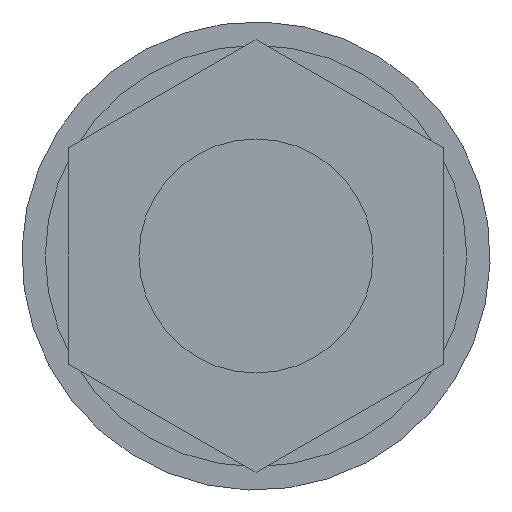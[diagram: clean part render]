
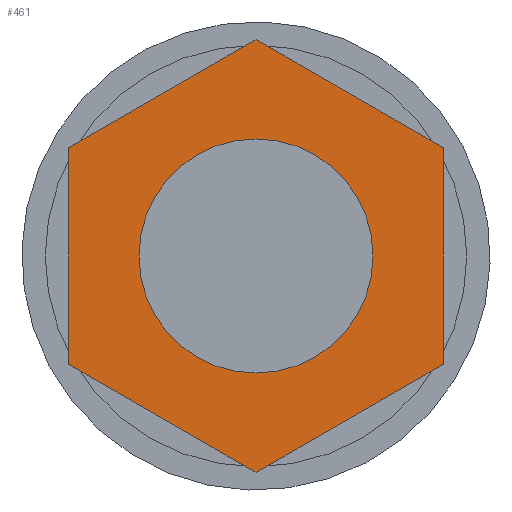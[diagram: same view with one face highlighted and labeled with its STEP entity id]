
A CAD part, front view. The second image highlights one B-rep face of the part: STEP entity #461.
In plain terms, the highlighted face is planar.
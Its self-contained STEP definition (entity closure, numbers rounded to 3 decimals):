
#18 = CARTESIAN_POINT ( 'NONE',  ( 4.25, 0., 0. ) ) ;
#69 = EDGE_CURVE ( 'NONE', #896, #650, #829, .T. ) ;
#92 = EDGE_CURVE ( 'NONE', #1158, #744, #609, .T. ) ;
#121 = VECTOR ( 'NONE', #1097, 1000. ) ;
#133 = FACE_BOUND ( 'NONE', #187, .T. ) ;
#145 = ORIENTED_EDGE ( 'NONE', *, *, #529, .T. ) ;
#168 = FACE_OUTER_BOUND ( 'NONE', #169, .T. ) ;
#169 = EDGE_LOOP ( 'NONE', ( #449, #291, #704, #145, #228, #242 ) ) ;
#177 = CARTESIAN_POINT ( 'NONE',  ( -8., 4.619, 0. ) ) ;
#187 = EDGE_LOOP ( 'NONE', ( #1116, #818 ) ) ;
#190 = CARTESIAN_POINT ( 'NONE',  ( 0., -9.238, 0. ) ) ;
#216 = AXIS2_PLACEMENT_3D ( 'NONE', #903, #385, #998 ) ;
#219 = VERTEX_POINT ( 'NONE', #668 ) ;
#228 = ORIENTED_EDGE ( 'NONE', *, *, #1107, .F. ) ;
#242 = ORIENTED_EDGE ( 'NONE', *, *, #297, .T. ) ;
#247 = CARTESIAN_POINT ( 'NONE',  ( -16., 0., 0. ) ) ;
#265 = VERTEX_POINT ( 'NONE', #1041 ) ;
#275 = CARTESIAN_POINT ( 'NONE',  ( -8., 4.619, 0. ) ) ;
#291 = ORIENTED_EDGE ( 'NONE', *, *, #293, .T. ) ;
#293 = EDGE_CURVE ( 'NONE', #301, #1158, #519, .T. ) ;
#294 = DIRECTION ( 'NONE',  ( 0.866, 0.5, 0. ) ) ;
#297 = EDGE_CURVE ( 'NONE', #219, #959, #977, .T. ) ;
#301 = VERTEX_POINT ( 'NONE', #177 ) ;
#302 = CARTESIAN_POINT ( 'NONE',  ( -8., -4.619, 0. ) ) ;
#315 = VECTOR ( 'NONE', #799, 1000. ) ;
#323 = AXIS2_PLACEMENT_3D ( 'NONE', #247, #1046, #515 ) ;
#385 = DIRECTION ( 'NONE',  ( 0., 0., 1. ) ) ;
#392 = CARTESIAN_POINT ( 'NONE',  ( 0., 0., 0. ) ) ;
#436 = CARTESIAN_POINT ( 'NONE',  ( 0., 9.238, 0. ) ) ;
#449 = ORIENTED_EDGE ( 'NONE', *, *, #627, .T. ) ;
#461 = ADVANCED_FACE ( 'NONE', ( #133, #168 ), #946, .T. ) ;
#480 = DIRECTION ( 'NONE',  ( 1., 0., 0. ) ) ;
#483 = VECTOR ( 'NONE', #1156, 1000. ) ;
#515 = DIRECTION ( 'NONE',  ( 1., 0., 0. ) ) ;
#519 = LINE ( 'NONE', #275, #315 ) ;
#529 = EDGE_CURVE ( 'NONE', #744, #265, #792, .T. ) ;
#535 = VECTOR ( 'NONE', #294, 1000. ) ;
#540 = VECTOR ( 'NONE', #1079, 1000. ) ;
#547 = CARTESIAN_POINT ( 'NONE',  ( 8., 4.619, 0. ) ) ;
#572 = DIRECTION ( 'NONE',  ( -0.866, -0.5, 0. ) ) ;
#609 = LINE ( 'NONE', #302, #121 ) ;
#627 = EDGE_CURVE ( 'NONE', #959, #301, #1133, .T. ) ;
#635 = EDGE_CURVE ( 'NONE', #650, #896, #908, .T. ) ;
#650 = VERTEX_POINT ( 'NONE', #18 ) ;
#668 = CARTESIAN_POINT ( 'NONE',  ( 8., 4.619, 0. ) ) ;
#685 = CARTESIAN_POINT ( 'NONE',  ( 0., -9.238, 0. ) ) ;
#704 = ORIENTED_EDGE ( 'NONE', *, *, #92, .T. ) ;
#744 = VERTEX_POINT ( 'NONE', #685 ) ;
#746 = LINE ( 'NONE', #547, #540 ) ;
#790 = AXIS2_PLACEMENT_3D ( 'NONE', #392, #1007, #480 ) ;
#792 = LINE ( 'NONE', #190, #535 ) ;
#799 = DIRECTION ( 'NONE',  ( 0., -1., 0. ) ) ;
#818 = ORIENTED_EDGE ( 'NONE', *, *, #69, .F. ) ;
#822 = CARTESIAN_POINT ( 'NONE',  ( 0., 9.238, 0. ) ) ;
#829 = CIRCLE ( 'NONE', #216, 4.25 ) ;
#830 = CARTESIAN_POINT ( 'NONE',  ( -8., -4.619, 0. ) ) ;
#883 = VECTOR ( 'NONE', #572, 1000. ) ;
#896 = VERTEX_POINT ( 'NONE', #957 ) ;
#903 = CARTESIAN_POINT ( 'NONE',  ( 0., 0., 0. ) ) ;
#908 = CIRCLE ( 'NONE', #790, 4.25 ) ;
#946 = PLANE ( 'NONE',  #323 ) ;
#957 = CARTESIAN_POINT ( 'NONE',  ( -4.25, 0., 0. ) ) ;
#959 = VERTEX_POINT ( 'NONE', #436 ) ;
#977 = LINE ( 'NONE', #1072, #483 ) ;
#998 = DIRECTION ( 'NONE',  ( 1., 0., 0. ) ) ;
#1007 = DIRECTION ( 'NONE',  ( 0., 0., 1. ) ) ;
#1041 = CARTESIAN_POINT ( 'NONE',  ( 8., -4.619, 0. ) ) ;
#1046 = DIRECTION ( 'NONE',  ( 0., 0., 1. ) ) ;
#1072 = CARTESIAN_POINT ( 'NONE',  ( 8., 4.619, 0. ) ) ;
#1079 = DIRECTION ( 'NONE',  ( 0., -1., 0. ) ) ;
#1097 = DIRECTION ( 'NONE',  ( 0.866, -0.5, 0. ) ) ;
#1107 = EDGE_CURVE ( 'NONE', #219, #265, #746, .T. ) ;
#1116 = ORIENTED_EDGE ( 'NONE', *, *, #635, .F. ) ;
#1133 = LINE ( 'NONE', #822, #883 ) ;
#1156 = DIRECTION ( 'NONE',  ( -0.866, 0.5, 0. ) ) ;
#1158 = VERTEX_POINT ( 'NONE', #830 ) ;
